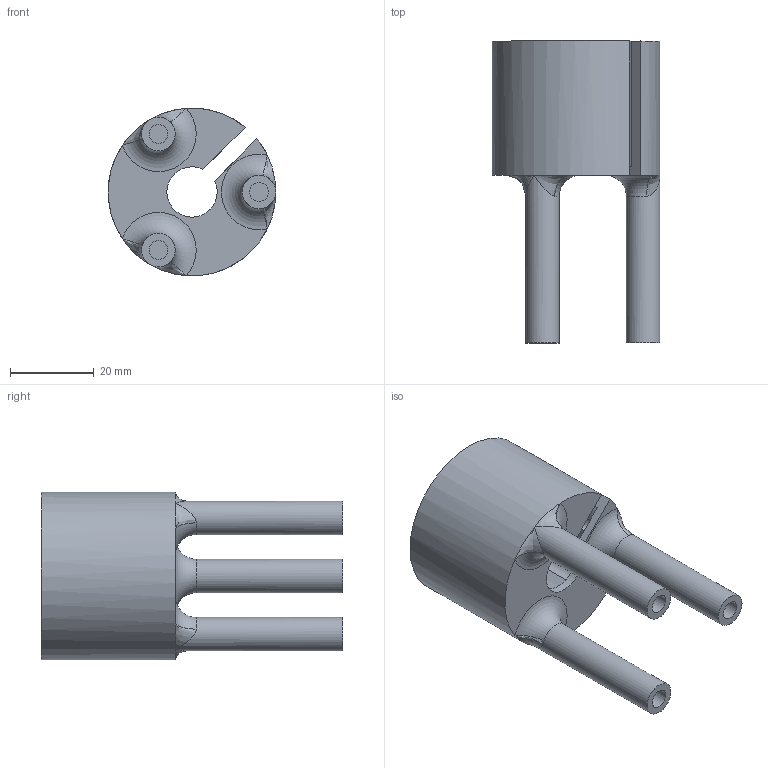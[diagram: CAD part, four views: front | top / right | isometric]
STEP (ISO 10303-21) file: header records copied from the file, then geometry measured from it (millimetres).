
FILE_DESCRIPTION(/* description */ (''),/* implementation_level */ '2;1');
FILE_NAME(/* name */ '4 - Holder cartridge.stp',/* time_stamp */ '2023-06-26T15:32:58+02:00',/* author */ ('3D'),/* organization */ (''),/* preprocessor_version */ 'ST-DEVELOPER v18.1',/* originating_system */ 'Autodesk Inventor 2022',/* authorisation */ '');
FILE_SCHEMA (('AUTOMOTIVE_DESIGN { 1 0 10303 214 3 1 1 }'));
Length unit declared in the file: millimetre
Products named in the file (1): Holder for little cartridge
Bounding box: 40 x 72 x 40 mm (x, y, z)
Volume: 17743.6 mm3; surface area: 13177.1 mm2
Topology: 1 solids, 1 shells, 43 faces, 111 edges, 67 vertices
Faces by surface type: cylinder 23, plane 11, bspline 6, torus 3
Full cylindrical faces by diameter (mm): 4.5 x3, 8 x3
Entity records: 1725 total; most frequent: CARTESIAN_POINT 642, DIRECTION 238, ORIENTED_EDGE 210, EDGE_CURVE 105, AXIS2_PLACEMENT_3D 103, VERTEX_POINT 67, CIRCLE 65, EDGE_LOOP 46
